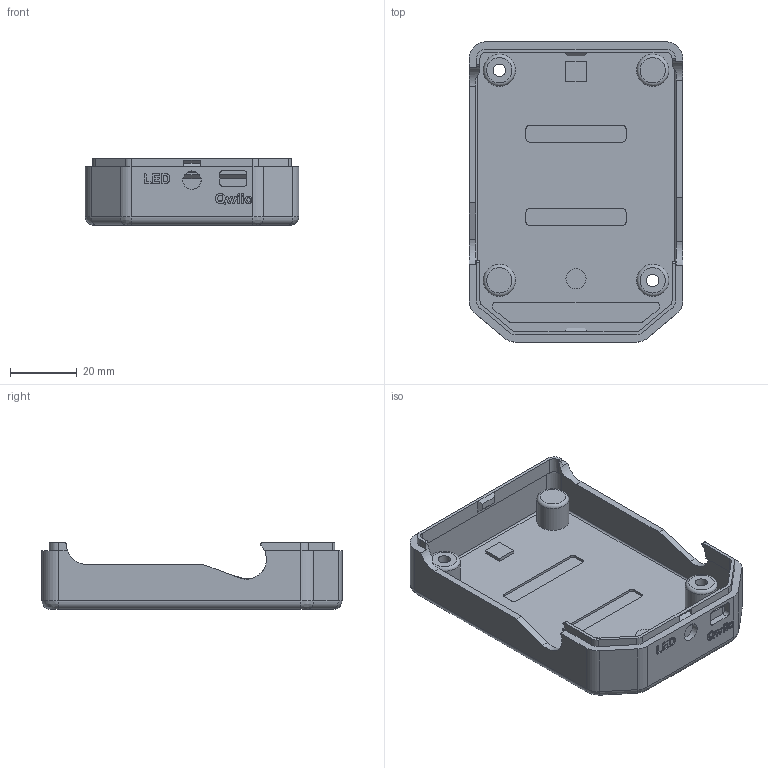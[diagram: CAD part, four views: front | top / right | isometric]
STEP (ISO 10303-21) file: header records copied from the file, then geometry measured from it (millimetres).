
FILE_DESCRIPTION(/* description */ (''),/* implementation_level */ '2;1');
FILE_NAME(/* name */ 'Enabled_Controller_Bottom.step',/* time_stamp */ '2021-08-28T20:48:01-07:00',/* author */ (''),/* organization */ (''),/* preprocessor_version */ 'ST-DEVELOPER v18.1',/* originating_system */ 'Autodesk Translation Framework v10.10.0.1391',/* authorisation */ '');
FILE_SCHEMA (('AUTOMOTIVE_DESIGN { 1 0 10303 214 3 1 1 }'));
Length unit declared in the file: millimetre
Products named in the file (2): Enabled_Controller_Bottom; Plastic Case
Assembly tree (1 placements, depth 2):
  Enabled_Controller_Bottom
    Plastic Case
Bounding box: 64 x 90 x 19.9 mm (x, y, z)
Volume: 23238 mm3; surface area: 22630.2 mm2
Topology: 1 solids, 1 shells, 522 faces, 1426 edges, 932 vertices
Faces by surface type: bspline 273, plane 161, cylinder 72, torus 10, cone 6
Full cylindrical faces by diameter (mm): 3.7 x2, 5.5 x1, 6 x1, 7.2 x2, 9.6 x4
Entity records: 19040 total; most frequent: CARTESIAN_POINT 7470, ORIENTED_EDGE 2852, DIRECTION 1584, EDGE_CURVE 1426, VERTEX_POINT 932, LINE 704, VECTOR 704, EDGE_LOOP 556
